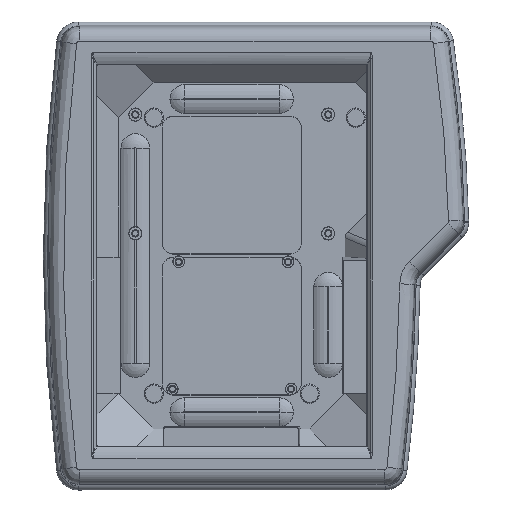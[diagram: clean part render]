
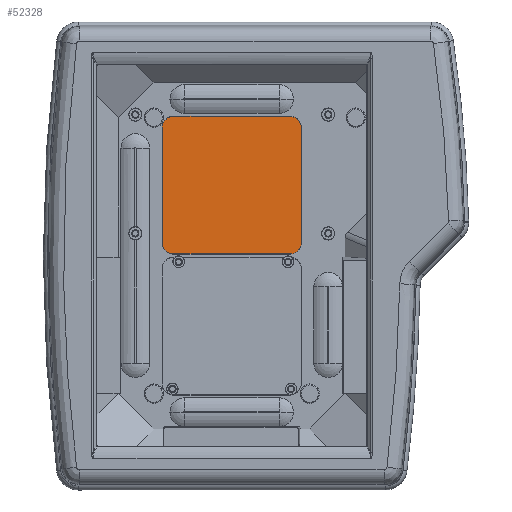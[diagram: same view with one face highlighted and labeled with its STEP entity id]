
A CAD part, top view. The second image highlights one B-rep face of the part: STEP entity #52328.
In plain terms, the highlighted planar face has unit normal (0, 0, 1).
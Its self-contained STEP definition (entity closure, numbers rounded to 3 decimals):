
#670 = CIRCLE ( 'NONE', #6140, 7.843 ) ;
#1509 = VECTOR ( 'NONE', #172531, 1000. ) ;
#1533 = CARTESIAN_POINT ( 'NONE',  ( 39., 93.843, -43. ) ) ;
#1600 = DIRECTION ( 'NONE',  ( 0., 0., -1. ) ) ;
#6140 = AXIS2_PLACEMENT_3D ( 'NONE', #132416, #38744, #148036 ) ;
#12061 = AXIS2_PLACEMENT_3D ( 'NONE', #175722, #82151, #191341 ) ;
#14496 = EDGE_CURVE ( 'NONE', #107337, #58495, #17944, .T. ) ;
#14756 = EDGE_CURVE ( 'NONE', #34761, #107337, #670, .T. ) ;
#16411 = ORIENTED_EDGE ( 'NONE', *, *, #166351, .F. ) ;
#17027 = CARTESIAN_POINT ( 'NONE',  ( -46.843, 47.5, -43. ) ) ;
#17944 = LINE ( 'NONE', #138642, #142717 ) ;
#19423 = EDGE_CURVE ( 'NONE', #58495, #121066, #59614, .T. ) ;
#27153 = CARTESIAN_POINT ( 'NONE',  ( -39., 93.843, -43. ) ) ;
#29924 = AXIS2_PLACEMENT_3D ( 'NONE', #155245, #61692, #170973 ) ;
#34761 = VERTEX_POINT ( 'NONE', #100306 ) ;
#38744 = DIRECTION ( 'NONE',  ( 0., 0., -1. ) ) ;
#46092 = DIRECTION ( 'NONE',  ( 0., 0., 1. ) ) ;
#47240 = VECTOR ( 'NONE', #78677, 1000. ) ;
#49105 = CARTESIAN_POINT ( 'NONE',  ( 46.843, 47.5, -43. ) ) ;
#52328 = ADVANCED_FACE ( 'NONE', ( #168446 ), #184085, .T. ) ;
#55039 = CARTESIAN_POINT ( 'NONE',  ( -46.843, 9., -43. ) ) ;
#58137 = VERTEX_POINT ( 'NONE', #55039 ) ;
#58495 = VERTEX_POINT ( 'NONE', #1533 ) ;
#59614 = CIRCLE ( 'NONE', #76559, 7.843 ) ;
#61692 = DIRECTION ( 'NONE',  ( 0., 0., -1. ) ) ;
#72519 = AXIS2_PLACEMENT_3D ( 'NONE', #139685, #46092, #155363 ) ;
#74203 = ORIENTED_EDGE ( 'NONE', *, *, #83451, .F. ) ;
#76559 = AXIS2_PLACEMENT_3D ( 'NONE', #95317, #1600, #110995 ) ;
#78677 = DIRECTION ( 'NONE',  ( 0., 1., 0. ) ) ;
#79860 = LINE ( 'NONE', #155442, #1509 ) ;
#81009 = VERTEX_POINT ( 'NONE', #134657 ) ;
#81695 = EDGE_CURVE ( 'NONE', #81009, #97134, #79860, .T. ) ;
#82151 = DIRECTION ( 'NONE',  ( 0., 0., -1. ) ) ;
#83451 = EDGE_CURVE ( 'NONE', #97134, #58137, #162302, .T. ) ;
#95317 = CARTESIAN_POINT ( 'NONE',  ( 39., 86., -43. ) ) ;
#97134 = VERTEX_POINT ( 'NONE', #99373 ) ;
#99373 = CARTESIAN_POINT ( 'NONE',  ( -39., 1.157, -43. ) ) ;
#100306 = CARTESIAN_POINT ( 'NONE',  ( -46.843, 86., -43. ) ) ;
#103470 = ORIENTED_EDGE ( 'NONE', *, *, #81695, .F. ) ;
#106956 = LINE ( 'NONE', #49105, #190067 ) ;
#107337 = VERTEX_POINT ( 'NONE', #27153 ) ;
#110995 = DIRECTION ( 'NONE',  ( -1., 0., 0. ) ) ;
#116056 = CARTESIAN_POINT ( 'NONE',  ( 46.843, 9., -43. ) ) ;
#116585 = VERTEX_POINT ( 'NONE', #116056 ) ;
#121066 = VERTEX_POINT ( 'NONE', #141913 ) ;
#129959 = EDGE_CURVE ( 'NONE', #116585, #81009, #141781, .T. ) ;
#130532 = ORIENTED_EDGE ( 'NONE', *, *, #129959, .F. ) ;
#132416 = CARTESIAN_POINT ( 'NONE',  ( -39., 86., -43. ) ) ;
#134657 = CARTESIAN_POINT ( 'NONE',  ( 39., 1.157, -43. ) ) ;
#138642 = CARTESIAN_POINT ( 'NONE',  ( 0., 93.843, -43. ) ) ;
#139332 = DIRECTION ( 'NONE',  ( 1., 0., 0. ) ) ;
#139685 = CARTESIAN_POINT ( 'NONE',  ( -46.843, 1.157, -43. ) ) ;
#141275 = EDGE_LOOP ( 'NONE', ( #181662, #74203, #103470, #130532, #16411, #156253, #188477, #141484 ) ) ;
#141484 = ORIENTED_EDGE ( 'NONE', *, *, #14756, .F. ) ;
#141781 = CIRCLE ( 'NONE', #29924, 7.843 ) ;
#141913 = CARTESIAN_POINT ( 'NONE',  ( 46.843, 86., -43. ) ) ;
#142717 = VECTOR ( 'NONE', #139332, 1000. ) ;
#148036 = DIRECTION ( 'NONE',  ( -1., 0., 0. ) ) ;
#155245 = CARTESIAN_POINT ( 'NONE',  ( 39., 9., -43. ) ) ;
#155363 = DIRECTION ( 'NONE',  ( 1., 0., 0. ) ) ;
#155442 = CARTESIAN_POINT ( 'NONE',  ( 0., 1.157, -43. ) ) ;
#156253 = ORIENTED_EDGE ( 'NONE', *, *, #19423, .F. ) ;
#157709 = DIRECTION ( 'NONE',  ( 0., -1., 0. ) ) ;
#162302 = CIRCLE ( 'NONE', #12061, 7.843 ) ;
#166351 = EDGE_CURVE ( 'NONE', #121066, #116585, #106956, .T. ) ;
#167962 = EDGE_CURVE ( 'NONE', #58137, #34761, #171921, .T. ) ;
#168446 = FACE_OUTER_BOUND ( 'NONE', #141275, .T. ) ;
#170973 = DIRECTION ( 'NONE',  ( -1., 0., 0. ) ) ;
#171921 = LINE ( 'NONE', #17027, #47240 ) ;
#172531 = DIRECTION ( 'NONE',  ( -1., 0., 0. ) ) ;
#175722 = CARTESIAN_POINT ( 'NONE',  ( -39., 9., -43. ) ) ;
#181662 = ORIENTED_EDGE ( 'NONE', *, *, #167962, .F. ) ;
#184085 = PLANE ( 'NONE',  #72519 ) ;
#188477 = ORIENTED_EDGE ( 'NONE', *, *, #14496, .F. ) ;
#190067 = VECTOR ( 'NONE', #157709, 1000. ) ;
#191341 = DIRECTION ( 'NONE',  ( -1., 0., 0. ) ) ;
